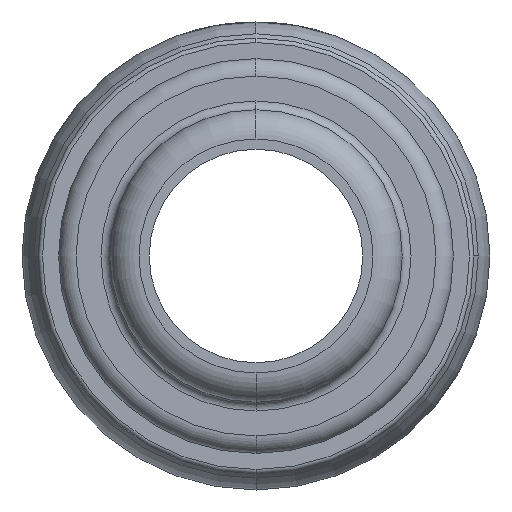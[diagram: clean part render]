
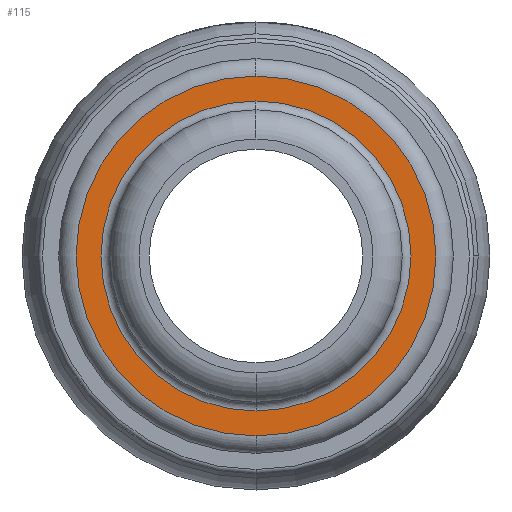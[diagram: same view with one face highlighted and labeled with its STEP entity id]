
A CAD part, front view. The second image highlights one B-rep face of the part: STEP entity #115.
In plain terms, the highlighted planar face has unit normal (0, -1, 0).
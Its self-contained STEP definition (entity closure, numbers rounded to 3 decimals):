
#115=ADVANCED_FACE('',(#266,#267),#268,.T.);
#266=FACE_OUTER_BOUND('',#420,.T.);
#267=FACE_BOUND('',#421,.T.);
#268=PLANE('',#422);
#420=EDGE_LOOP('',(#1000,#1001,#1002));
#421=EDGE_LOOP('',(#1003,#1004,#1005));
#422=AXIS2_PLACEMENT_3D('',#1006,#1007,#1008);
#1000=ORIENTED_EDGE('',*,*,#1216,.F.);
#1001=ORIENTED_EDGE('',*,*,#1217,.F.);
#1002=ORIENTED_EDGE('',*,*,#1044,.F.);
#1003=ORIENTED_EDGE('',*,*,#1051,.T.);
#1004=ORIENTED_EDGE('',*,*,#1215,.T.);
#1005=ORIENTED_EDGE('',*,*,#1052,.T.);
#1006=CARTESIAN_POINT('',(-5.725,12.8,0.0));
#1007=DIRECTION('',(0.,-1.0,0.0));
#1008=DIRECTION('',(1.0,0.,0.0));
#1044=EDGE_CURVE('',#1249,#1251,#1252,.T.);
#1051=EDGE_CURVE('',#1265,#1263,#1266,.T.);
#1052=EDGE_CURVE('',#1257,#1265,#1267,.T.);
#1215=EDGE_CURVE('',#1263,#1257,#1536,.T.);
#1216=EDGE_CURVE('',#1537,#1249,#1538,.T.);
#1217=EDGE_CURVE('',#1251,#1537,#1539,.T.);
#1249=VERTEX_POINT('',#1573);
#1251=VERTEX_POINT('',#1575);
#1252=CIRCLE('',#1576,6.15);
#1257=VERTEX_POINT('',#1581);
#1263=VERTEX_POINT('',#1587);
#1265=VERTEX_POINT('',#1589);
#1266=CIRCLE('',#1590,5.3);
#1267=CIRCLE('',#1591,5.3);
#1536=CIRCLE('',#1912,5.3);
#1537=VERTEX_POINT('',#1913);
#1538=CIRCLE('',#1914,6.15);
#1539=CIRCLE('',#1915,6.15);
#1573=CARTESIAN_POINT('',(0.,12.8,6.15));
#1575=CARTESIAN_POINT('',(0.,12.8,-6.15));
#1576=AXIS2_PLACEMENT_3D('',#1964,#1965,#1966);
#1581=CARTESIAN_POINT('',(0.,12.8,-5.3));
#1587=CARTESIAN_POINT('',(0.,12.8,5.3));
#1589=CARTESIAN_POINT('',(-5.3,12.8,0.0));
#1590=AXIS2_PLACEMENT_3D('',#1985,#1986,#1987);
#1591=AXIS2_PLACEMENT_3D('',#1988,#1989,#1990);
#1912=AXIS2_PLACEMENT_3D('',#2373,#2374,#2375);
#1913=CARTESIAN_POINT('',(-6.15,12.8,0.0));
#1914=AXIS2_PLACEMENT_3D('',#2376,#2377,#2378);
#1915=AXIS2_PLACEMENT_3D('',#2379,#2380,#2381);
#1964=CARTESIAN_POINT('',(0.0,12.8,0.0));
#1965=DIRECTION('',(0.0,1.0,0.0));
#1966=DIRECTION('',(-1.0,0.0,0.0));
#1985=CARTESIAN_POINT('',(0.0,12.8,0.0));
#1986=DIRECTION('',(0.0,1.0,0.0));
#1987=DIRECTION('',(-1.0,0.0,0.0));
#1988=CARTESIAN_POINT('',(0.0,12.8,0.0));
#1989=DIRECTION('',(0.0,1.0,0.0));
#1990=DIRECTION('',(-1.0,0.0,0.0));
#2373=CARTESIAN_POINT('',(0.0,12.8,0.0));
#2374=DIRECTION('',(0.0,1.0,0.0));
#2375=DIRECTION('',(-1.0,0.0,0.0));
#2376=CARTESIAN_POINT('',(0.0,12.8,0.0));
#2377=DIRECTION('',(0.0,1.0,0.0));
#2378=DIRECTION('',(-1.0,0.0,0.0));
#2379=CARTESIAN_POINT('',(0.0,12.8,0.0));
#2380=DIRECTION('',(0.0,1.0,0.0));
#2381=DIRECTION('',(-1.0,0.0,0.0));
